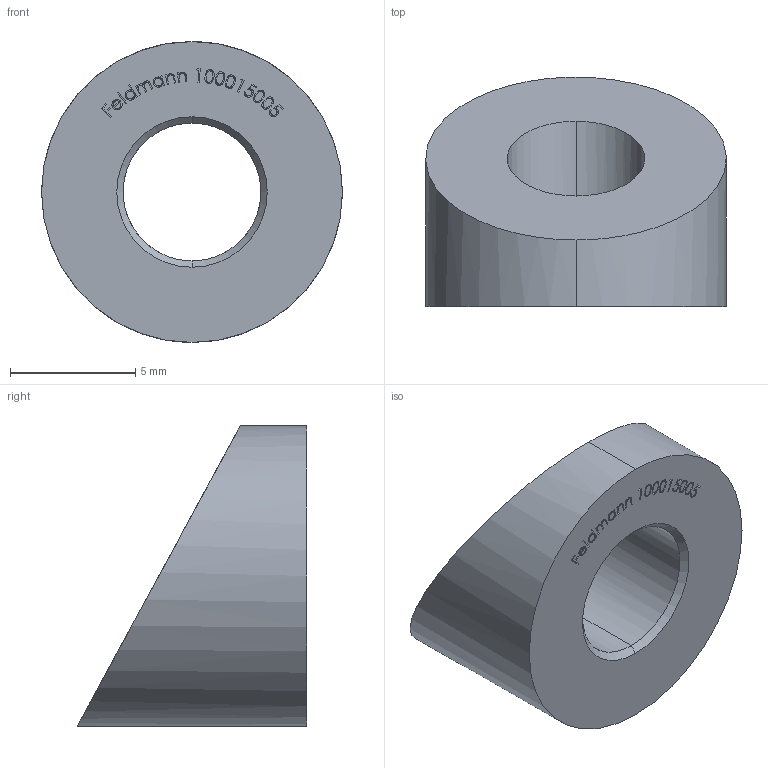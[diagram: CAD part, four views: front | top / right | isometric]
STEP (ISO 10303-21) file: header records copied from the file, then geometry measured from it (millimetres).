
FILE_DESCRIPTION (( 'STEP AP203' ), '1' );
FILE_NAME ('100015005.STEP', '2018-03-16T07:25:31', ( '' ), ( '' ), 'SwSTEP 2.0', 'SolidWorks 2015', '' );
FILE_SCHEMA (( 'CONFIG_CONTROL_DESIGN' ));
Length unit declared in the file: millimetre
Products named in the file (1): 100015005
Bounding box: 12 x 9.16 x 12 mm (x, y, z)
Volume: 526.5 mm3; surface area: 516.9 mm2
Topology: 1 solids, 1 shells, 220 faces, 577 edges, 384 vertices
Faces by surface type: bspline 109, plane 105, cylinder 4, cone 2
Entity records: 13602 total; most frequent: CARTESIAN_POINT 8847, ORIENTED_EDGE 1154, DIRECTION 585, EDGE_CURVE 577, VERTEX_POINT 384, LINE 349, VECTOR 349, EDGE_LOOP 247
